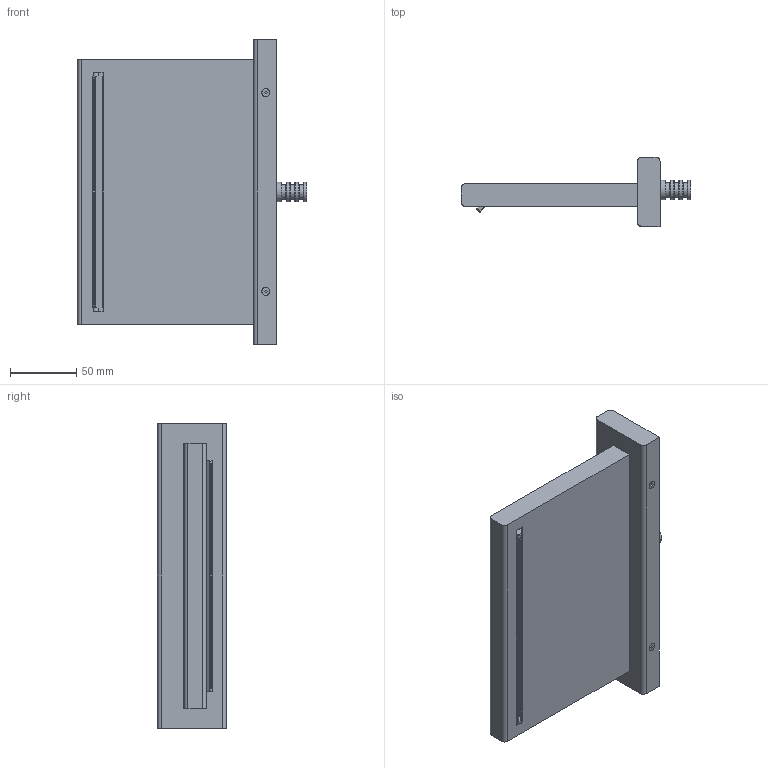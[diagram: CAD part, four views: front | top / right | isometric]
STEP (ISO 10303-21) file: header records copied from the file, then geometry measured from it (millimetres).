
FILE_DESCRIPTION(('STEP AP214'),'1');
FILE_NAME('Art.51000.stp','2022-09-05T07:29:45',(' '),(' '),'Spatial InterOp 3D',' ',' ');
FILE_SCHEMA(('AUTOMOTIVE_DESIGN { 1 0 10303 214 1 1 1 1 }'));
Length unit declared in the file: millimetre
Products named in the file (1): Art.51000
Bounding box: 173.2 x 52.1 x 230 mm (x, y, z)
Volume: 203274 mm3; surface area: 251398.2 mm2
Topology: 1 solids, 3 shells, 305 faces, 822 edges, 533 vertices
Faces by surface type: plane 192, cylinder 87, cone 26
Full cylindrical faces by diameter (mm): 2.5 x2, 2.8 x2, 3 x2, 3.2 x2, 4 x2, 4.4 x2, 4.9 x2, 6 x4, 8 x1, 9 x1, 10.8 x3, 14.8 x4
Entity records: 11704 total; most frequent: CARTESIAN_POINT 1699, DIRECTION 1558, ORIENTED_EDGE 1502, EDGE_CURVE 751, LINE 532, VECTOR 532, AXIS2_PLACEMENT_3D 513, VERTEX_POINT 513
